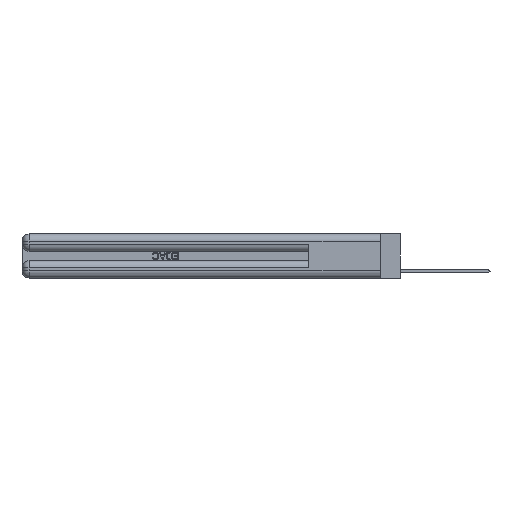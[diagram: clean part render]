
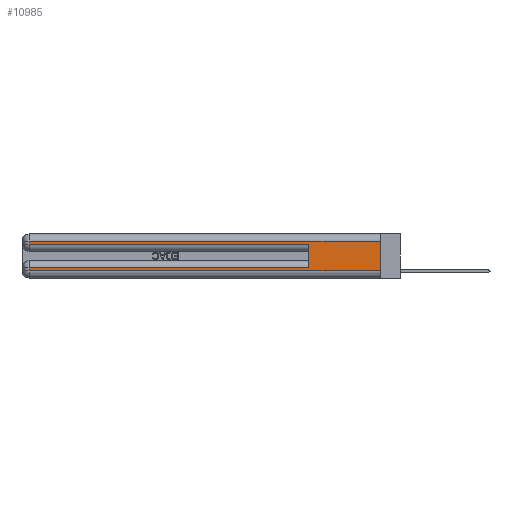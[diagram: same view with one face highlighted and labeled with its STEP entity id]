
A CAD part, left-side view. The second image highlights one B-rep face of the part: STEP entity #10985.
In plain terms, the highlighted planar face has unit normal (-1, 0, 0).
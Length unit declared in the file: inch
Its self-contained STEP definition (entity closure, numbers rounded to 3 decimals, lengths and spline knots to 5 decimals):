
#189 = VECTOR ( 'NONE', #19395, 39.37008 ) ;
#263 = CARTESIAN_POINT ( 'NONE',  ( 0., 0., 0.285 ) ) ;
#548 = CARTESIAN_POINT ( 'NONE',  ( 0., 0.6, 0.145 ) ) ;
#654 = DIRECTION ( 'NONE',  ( 0., 0., 1. ) ) ;
#846 = DIRECTION ( 'NONE',  ( 0., -1., 0. ) ) ;
#1155 = DIRECTION ( 'NONE',  ( 0., 0., -1. ) ) ;
#1287 = CARTESIAN_POINT ( 'NONE',  ( 0., 2.94, 0.085 ) ) ;
#1368 = LINE ( 'NONE', #21382, #17777 ) ;
#1715 = ORIENTED_EDGE ( 'NONE', *, *, #26913, .T. ) ;
#2508 = VECTOR ( 'NONE', #7111, 39.37008 ) ;
#2673 = CARTESIAN_POINT ( 'NONE',  ( 0., 0., 0.31 ) ) ;
#2809 = CARTESIAN_POINT ( 'NONE',  ( 0., 0., 0.085 ) ) ;
#2953 = ORIENTED_EDGE ( 'NONE', *, *, #7384, .T. ) ;
#5050 = VERTEX_POINT ( 'NONE', #8669 ) ;
#5215 = CARTESIAN_POINT ( 'NONE',  ( 0., 0., 0.37 ) ) ;
#5369 = CARTESIAN_POINT ( 'NONE',  ( 0., 0.6, 0.085 ) ) ;
#5713 = EDGE_CURVE ( 'NONE', #27478, #12309, #13505, .T. ) ;
#6310 = VERTEX_POINT ( 'NONE', #28245 ) ;
#6527 = ORIENTED_EDGE ( 'NONE', *, *, #26478, .T. ) ;
#6541 = VERTEX_POINT ( 'NONE', #14463 ) ;
#6884 = CARTESIAN_POINT ( 'NONE',  ( 0., 2.94, 0.37 ) ) ;
#7111 = DIRECTION ( 'NONE',  ( 0., -1., 0. ) ) ;
#7290 = LINE ( 'NONE', #548, #18740 ) ;
#7384 = EDGE_CURVE ( 'NONE', #6541, #14020, #1368, .T. ) ;
#7446 = VECTOR ( 'NONE', #23330, 39.37008 ) ;
#7486 = LINE ( 'NONE', #263, #2508 ) ;
#8669 = CARTESIAN_POINT ( 'NONE',  ( 0., 0., 0.06 ) ) ;
#8767 = LINE ( 'NONE', #27408, #23382 ) ;
#8862 = AXIS2_PLACEMENT_3D ( 'NONE', #5215, #25730, #12078 ) ;
#9152 = DIRECTION ( 'NONE',  ( 0., 0., -1. ) ) ;
#9471 = VERTEX_POINT ( 'NONE', #12483 ) ;
#10145 = EDGE_CURVE ( 'NONE', #9471, #5050, #8767, .T. ) ;
#10926 = ORIENTED_EDGE ( 'NONE', *, *, #18393, .F. ) ;
#10985 = ADVANCED_FACE ( 'NONE', ( #19169 ), #27898, .F. ) ;
#11925 = DIRECTION ( 'NONE',  ( 0., 1., 0. ) ) ;
#12048 = EDGE_CURVE ( 'NONE', #27478, #26890, #7290, .T. ) ;
#12078 = DIRECTION ( 'NONE',  ( 0., 0., -1. ) ) ;
#12091 = LINE ( 'NONE', #6884, #27400 ) ;
#12309 = VERTEX_POINT ( 'NONE', #1287 ) ;
#12483 = CARTESIAN_POINT ( 'NONE',  ( 0., 2.94, 0.06 ) ) ;
#13505 = LINE ( 'NONE', #2809, #7446 ) ;
#13632 = CARTESIAN_POINT ( 'NONE',  ( 0., 0.6, 0.285 ) ) ;
#14020 = VERTEX_POINT ( 'NONE', #27068 ) ;
#14463 = CARTESIAN_POINT ( 'NONE',  ( 0., 2.94, 0.31 ) ) ;
#15305 = ORIENTED_EDGE ( 'NONE', *, *, #10145, .T. ) ;
#16580 = EDGE_CURVE ( 'NONE', #6310, #6541, #25550, .T. ) ;
#17529 = EDGE_LOOP ( 'NONE', ( #10926, #23768, #2953, #6527, #27596, #23494, #1715, #15305 ) ) ;
#17777 = VECTOR ( 'NONE', #1155, 39.37008 ) ;
#18393 = EDGE_CURVE ( 'NONE', #6310, #5050, #28984, .T. ) ;
#18740 = VECTOR ( 'NONE', #654, 39.37008 ) ;
#19169 = FACE_OUTER_BOUND ( 'NONE', #17529, .T. ) ;
#19200 = CARTESIAN_POINT ( 'NONE',  ( 0., 0., 0.37 ) ) ;
#19395 = DIRECTION ( 'NONE',  ( 0., 0., -1. ) ) ;
#21307 = VECTOR ( 'NONE', #11925, 39.37008 ) ;
#21382 = CARTESIAN_POINT ( 'NONE',  ( 0., 2.94, 0.37 ) ) ;
#23330 = DIRECTION ( 'NONE',  ( 0., 1., 0. ) ) ;
#23382 = VECTOR ( 'NONE', #846, 39.37008 ) ;
#23494 = ORIENTED_EDGE ( 'NONE', *, *, #5713, .T. ) ;
#23768 = ORIENTED_EDGE ( 'NONE', *, *, #16580, .T. ) ;
#25550 = LINE ( 'NONE', #2673, #21307 ) ;
#25730 = DIRECTION ( 'NONE',  ( 1., 0., 0. ) ) ;
#26478 = EDGE_CURVE ( 'NONE', #14020, #26890, #7486, .T. ) ;
#26890 = VERTEX_POINT ( 'NONE', #13632 ) ;
#26913 = EDGE_CURVE ( 'NONE', #12309, #9471, #12091, .T. ) ;
#27068 = CARTESIAN_POINT ( 'NONE',  ( 0., 2.94, 0.285 ) ) ;
#27400 = VECTOR ( 'NONE', #9152, 39.37008 ) ;
#27408 = CARTESIAN_POINT ( 'NONE',  ( 0., 0., 0.06 ) ) ;
#27478 = VERTEX_POINT ( 'NONE', #5369 ) ;
#27596 = ORIENTED_EDGE ( 'NONE', *, *, #12048, .F. ) ;
#27898 = PLANE ( 'NONE',  #8862 ) ;
#28245 = CARTESIAN_POINT ( 'NONE',  ( 0., 0., 0.31 ) ) ;
#28984 = LINE ( 'NONE', #19200, #189 ) ;
